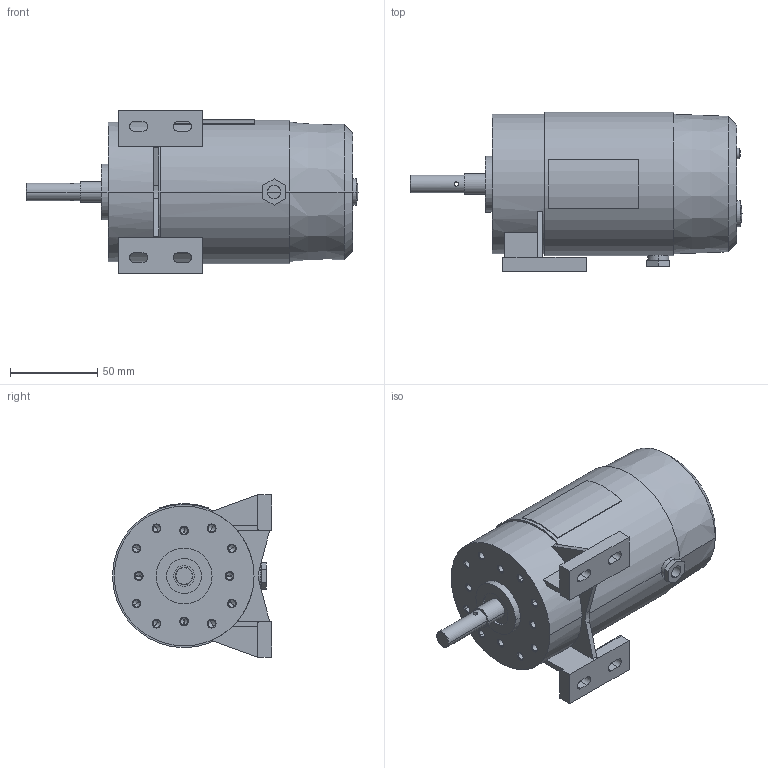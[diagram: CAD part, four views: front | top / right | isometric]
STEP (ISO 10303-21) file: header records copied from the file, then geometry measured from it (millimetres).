
FILE_DESCRIPTION( ( '' ), '1' );
FILE_NAME( 'pm1_72_35_2298570_mit_fuss_2_03.stp', '2010-02-25T19:17:12', ( '' ), ( '' ), ' ', ' ', ' ' );
FILE_SCHEMA( ( 'CONFIG_CONTROL_DESIGN' ) );
Length unit declared in the file: millimetre
Products named in the file (1): 1
Bounding box: 190 x 91 x 93 mm (x, y, z)
Volume: 738051.1 mm3; surface area: 59275.3 mm2
Topology: 1 solids, 1 shells, 181 faces, 442 edges, 262 vertices
Faces by surface type: cylinder 64, plane 57, cone 56, sphere 4
Entity records: 5367 total; most frequent: CARTESIAN_POINT 1068, DIRECTION 939, ORIENTED_EDGE 836, EDGE_CURVE 418, AXIS2_PLACEMENT_3D 351, VERTEX_POINT 262, LINE 237, VECTOR 237
